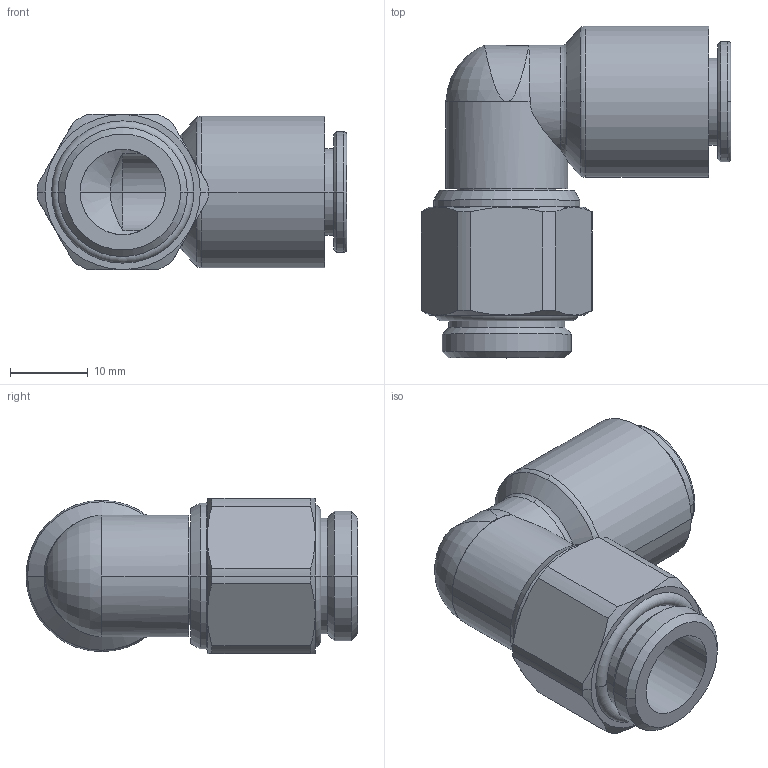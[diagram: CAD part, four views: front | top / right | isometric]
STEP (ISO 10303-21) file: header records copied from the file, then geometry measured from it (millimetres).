
FILE_DESCRIPTION(('STEP AP214'),'1');
FILE_NAME('3189_10_17.stp','2016-07-07T14:54:55',('TraceParts'),('TraceParts S.A.'),'Spatial InterOp 3D',' ',' ');
FILE_SCHEMA(('automotive_design'));
Length unit declared in the file: millimetre
Products named in the file (1): 1
Bounding box: 39.91 x 42.79 x 20 mm (x, y, z)
Volume: 10407.3 mm3; surface area: 6428.9 mm2
Topology: 1 solids, 1 shells, 90 faces, 217 edges, 135 vertices
Faces by surface type: cylinder 31, cone 30, plane 15, torus 14
Entity records: 3126 total; most frequent: CARTESIAN_POINT 1013, DIRECTION 475, ORIENTED_EDGE 434, EDGE_CURVE 217, AXIS2_PLACEMENT_3D 211, VERTEX_POINT 135, CIRCLE 120, EDGE_LOOP 98
